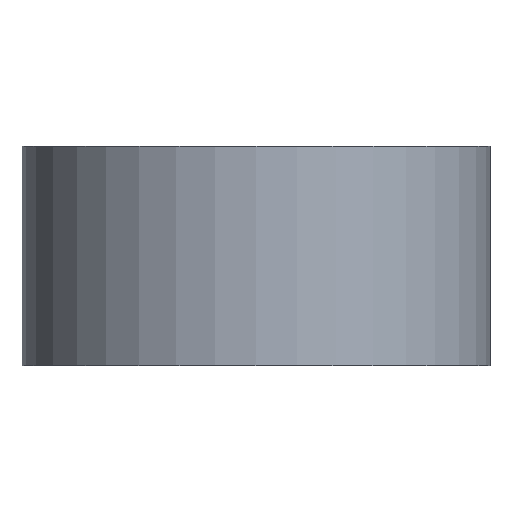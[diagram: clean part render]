
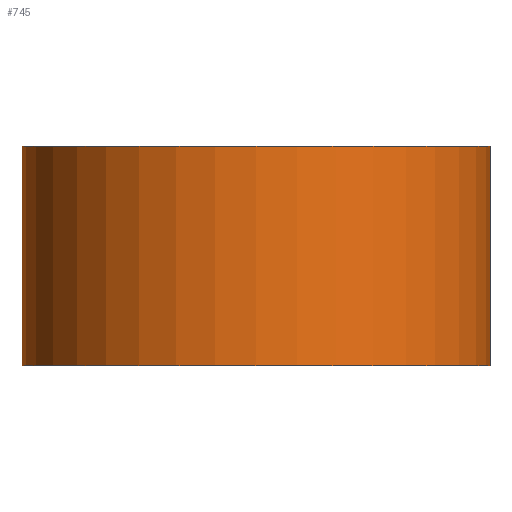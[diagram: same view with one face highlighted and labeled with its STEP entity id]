
A CAD part, front view. The second image highlights one B-rep face of the part: STEP entity #745.
In plain terms, the highlighted cylindrical face has radius 16 mm (diameter 32 mm), a full revolution.
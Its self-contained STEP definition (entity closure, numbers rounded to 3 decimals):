
#77=FACE_OUTER_BOUND('',#117,.T.);
#117=EDGE_LOOP('',(#627,#628,#629,#630));
#136=CIRCLE('',#809,16.);
#137=CIRCLE('',#812,16.);
#241=LINE('',#4120,#270);
#270=VECTOR('',#915,16.);
#346=VERTEX_POINT('',#4115);
#347=VERTEX_POINT('',#4119);
#451=EDGE_CURVE('',#346,#346,#136,.T.);
#452=EDGE_CURVE('',#346,#347,#241,.T.);
#453=EDGE_CURVE('',#347,#347,#137,.T.);
#627=ORIENTED_EDGE('',*,*,#451,.F.);
#628=ORIENTED_EDGE('',*,*,#452,.T.);
#629=ORIENTED_EDGE('',*,*,#453,.F.);
#630=ORIENTED_EDGE('',*,*,#452,.F.);
#712=CYLINDRICAL_SURFACE('',#811,16.);
#745=ADVANCED_FACE('',(#77),#712,.T.);
#809=AXIS2_PLACEMENT_3D('',#4116,#909,#910);
#811=AXIS2_PLACEMENT_3D('',#4118,#913,#914);
#812=AXIS2_PLACEMENT_3D('',#4121,#916,#917);
#909=DIRECTION('center_axis',(0.,0.,-1.));
#910=DIRECTION('ref_axis',(1.,0.,0.));
#913=DIRECTION('center_axis',(0.,0.,-1.));
#914=DIRECTION('ref_axis',(1.,0.,0.));
#915=DIRECTION('',(0.,0.,1.));
#916=DIRECTION('center_axis',(0.,0.,1.));
#917=DIRECTION('ref_axis',(1.,0.,0.));
#4115=CARTESIAN_POINT('',(-16.,0.,-5.));
#4116=CARTESIAN_POINT('Origin',(0.,0.,-5.));
#4118=CARTESIAN_POINT('Origin',(0.,0.,0.));
#4119=CARTESIAN_POINT('',(-16.,0.,10.));
#4120=CARTESIAN_POINT('',(-16.,0.,0.));
#4121=CARTESIAN_POINT('Origin',(0.,0.,10.));
